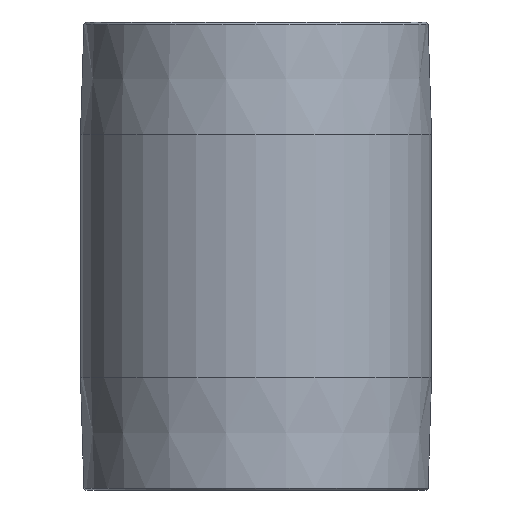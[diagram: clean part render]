
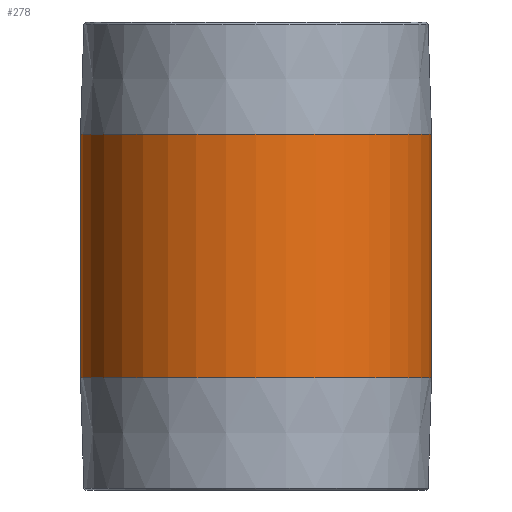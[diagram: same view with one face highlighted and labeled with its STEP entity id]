
A CAD part, front view. The second image highlights one B-rep face of the part: STEP entity #278.
In plain terms, the highlighted cylindrical face has radius 57.15 mm (diameter 114.3 mm), a partial arc.
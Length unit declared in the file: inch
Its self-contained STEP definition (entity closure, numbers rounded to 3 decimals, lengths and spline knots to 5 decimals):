
#37 = CARTESIAN_POINT ( 'NONE',  ( -2.25, 0., 6. ) ) ;
#53 = EDGE_CURVE ( 'NONE', #354, #385, #101, .T. ) ;
#101 = LINE ( 'NONE', #320, #390 ) ;
#104 = CARTESIAN_POINT ( 'NONE',  ( -2.25, 0., 1.4375 ) ) ;
#120 = ORIENTED_EDGE ( 'NONE', *, *, #374, .T. ) ;
#125 = DIRECTION ( 'NONE',  ( 0., 0., -1. ) ) ;
#133 = DIRECTION ( 'NONE',  ( -1., 0., 0. ) ) ;
#137 = VERTEX_POINT ( 'NONE', #104 ) ;
#164 = AXIS2_PLACEMENT_3D ( 'NONE', #342, #125, #417 ) ;
#171 = CARTESIAN_POINT ( 'NONE',  ( 0., 0., 6. ) ) ;
#198 = DIRECTION ( 'NONE',  ( 0., 0., -1. ) ) ;
#199 = EDGE_CURVE ( 'NONE', #385, #137, #233, .T. ) ;
#203 = EDGE_CURVE ( 'NONE', #514, #137, #260, .T. ) ;
#207 = EDGE_LOOP ( 'NONE', ( #422, #120, #292, #466 ) ) ;
#214 = AXIS2_PLACEMENT_3D ( 'NONE', #522, #441, #133 ) ;
#218 = FACE_OUTER_BOUND ( 'NONE', #207, .T. ) ;
#233 = CIRCLE ( 'NONE', #164, 2.25 ) ;
#257 = AXIS2_PLACEMENT_3D ( 'NONE', #171, #470, #347 ) ;
#260 = LINE ( 'NONE', #37, #498 ) ;
#278 = ADVANCED_FACE ( 'NONE', ( #218 ), #473, .T. ) ;
#292 = ORIENTED_EDGE ( 'NONE', *, *, #203, .T. ) ;
#302 = DIRECTION ( 'NONE',  ( 0., 0., -1. ) ) ;
#320 = CARTESIAN_POINT ( 'NONE',  ( 2.25, 0., 6. ) ) ;
#339 = CIRCLE ( 'NONE', #214, 2.25 ) ;
#342 = CARTESIAN_POINT ( 'NONE',  ( 0., 0., 1.4375 ) ) ;
#347 = DIRECTION ( 'NONE',  ( -1., 0., 0. ) ) ;
#354 = VERTEX_POINT ( 'NONE', #436 ) ;
#374 = EDGE_CURVE ( 'NONE', #354, #514, #339, .T. ) ;
#385 = VERTEX_POINT ( 'NONE', #431 ) ;
#390 = VECTOR ( 'NONE', #198, 39.37008 ) ;
#417 = DIRECTION ( 'NONE',  ( -1., 0., 0. ) ) ;
#422 = ORIENTED_EDGE ( 'NONE', *, *, #53, .F. ) ;
#431 = CARTESIAN_POINT ( 'NONE',  ( 2.25, 0., 1.4375 ) ) ;
#436 = CARTESIAN_POINT ( 'NONE',  ( 2.25, 0., 4.5625 ) ) ;
#441 = DIRECTION ( 'NONE',  ( 0., 0., -1. ) ) ;
#466 = ORIENTED_EDGE ( 'NONE', *, *, #199, .F. ) ;
#470 = DIRECTION ( 'NONE',  ( 0., 0., -1. ) ) ;
#473 = CYLINDRICAL_SURFACE ( 'NONE', #257, 2.25 ) ;
#485 = CARTESIAN_POINT ( 'NONE',  ( -2.25, 0., 4.5625 ) ) ;
#498 = VECTOR ( 'NONE', #302, 39.37008 ) ;
#514 = VERTEX_POINT ( 'NONE', #485 ) ;
#522 = CARTESIAN_POINT ( 'NONE',  ( 0., 0., 4.5625 ) ) ;
